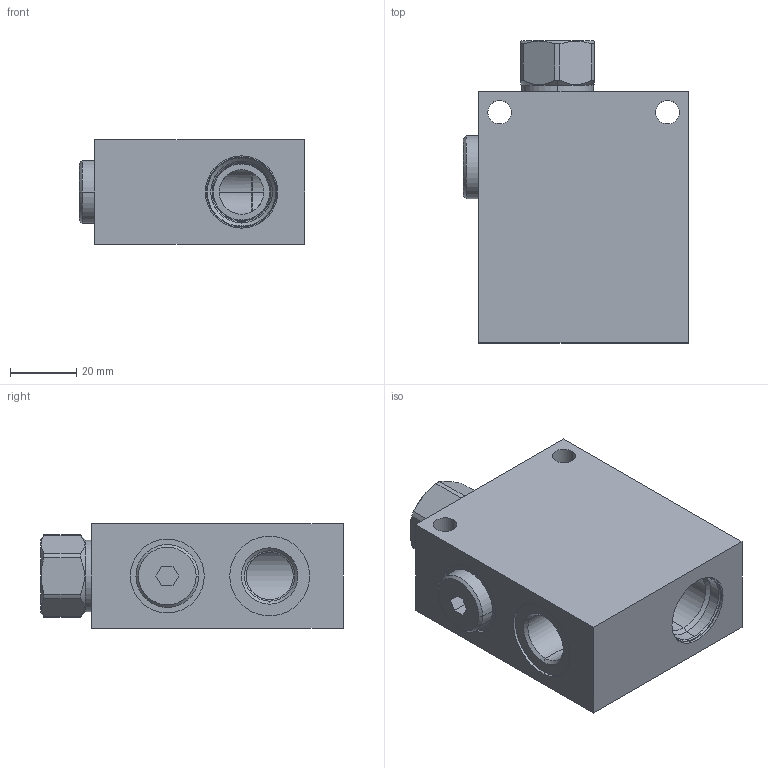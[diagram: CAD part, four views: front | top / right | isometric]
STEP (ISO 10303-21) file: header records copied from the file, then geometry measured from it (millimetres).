
FILE_DESCRIPTION((''),'2;1');
FILE_NAME('X5P_ASM','2019-08-13T',('ProEService'),(''),'PRO/ENGINEER BY PARAMETRIC TECHNOLOGY CORPORATION, 2014200','PRO/ENGINEER BY PARAMETRIC TECHNOLOGY CORPORATION, 2014200','');
FILE_SCHEMA(('CONFIG_CONTROL_DESIGN'));
Length unit declared in the file: inch
Products named in the file (4): 157-434-008; 330-018-002; CXDAXAN; X5P_ASM
Assembly tree (3 placements, depth 2):
  X5P_ASM
    157-434-008
    330-018-002
    CXDAXAN
Bounding box: 68.1 x 91.44 x 31.75 mm (x, y, z)
Volume: 131174.8 mm3; surface area: 35072.9 mm2
Topology: 4 solids, 4 shells, 306 faces, 939 edges, 747 vertices
Faces by surface type: cylinder 149, cone 69, plane 54, torus 28, revolution 6
Entity records: 12540 total; most frequent: CARTESIAN_POINT 4228, DIRECTION 1753, ORIENTED_EDGE 1420, EDGE_CURVE 710, AXIS2_PLACEMENT_3D 640, VECTOR 467, LINE 467, VERTEX_POINT 433
